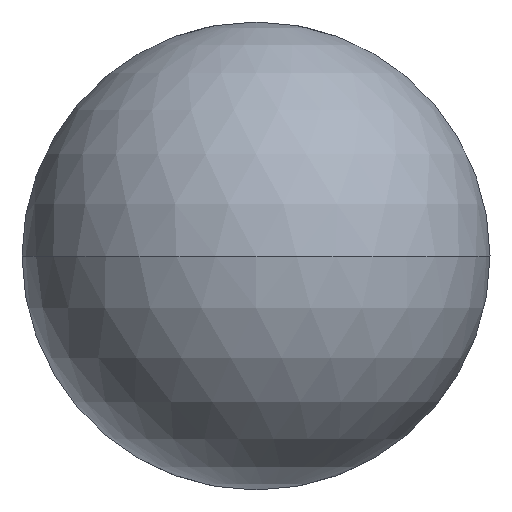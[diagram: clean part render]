
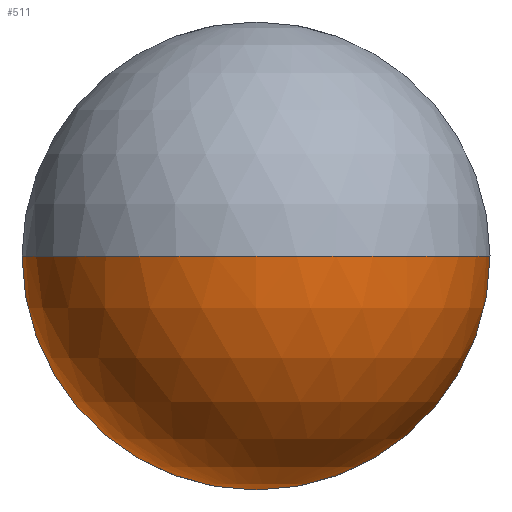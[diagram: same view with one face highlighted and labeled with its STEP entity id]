
A CAD part, front view. The second image highlights one B-rep face of the part: STEP entity #511.
In plain terms, the highlighted spherical face has radius 4.763 mm.
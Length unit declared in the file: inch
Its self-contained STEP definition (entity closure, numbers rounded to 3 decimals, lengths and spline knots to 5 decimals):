
#3 = VERTEX_POINT ( 'NONE', #132 ) ;
#36 = DIRECTION ( 'NONE',  ( 0., 0., -1. ) ) ;
#37 = EDGE_CURVE ( 'NONE', #324, #243, #40, .T. ) ;
#40 = CIRCLE ( 'NONE', #166, 0.1875 ) ;
#43 = EDGE_CURVE ( 'NONE', #3, #489, #462, .T. ) ;
#93 = DIRECTION ( 'NONE',  ( -1., 0., 0. ) ) ;
#97 = CARTESIAN_POINT ( 'NONE',  ( 0.1875, 0.1875, 0. ) ) ;
#126 = EDGE_CURVE ( 'NONE', #489, #324, #207, .T. ) ;
#132 = CARTESIAN_POINT ( 'NONE',  ( -0.1875, 0.1875, 0. ) ) ;
#140 = AXIS2_PLACEMENT_3D ( 'NONE', #333, #36, #160 ) ;
#152 = FACE_OUTER_BOUND ( 'NONE', #412, .T. ) ;
#160 = DIRECTION ( 'NONE',  ( -1., 0., 0. ) ) ;
#166 = AXIS2_PLACEMENT_3D ( 'NONE', #215, #386, #93 ) ;
#193 = AXIS2_PLACEMENT_3D ( 'NONE', #361, #228, #517 ) ;
#195 = CARTESIAN_POINT ( 'NONE',  ( 0., 0.1875, -0.1875 ) ) ;
#207 = CIRCLE ( 'NONE', #193, 0.1875 ) ;
#214 = CARTESIAN_POINT ( 'NONE',  ( 0., 0., 0. ) ) ;
#215 = CARTESIAN_POINT ( 'NONE',  ( 0., 0.1875, 0. ) ) ;
#228 = DIRECTION ( 'NONE',  ( 0., -1., 0. ) ) ;
#243 = VERTEX_POINT ( 'NONE', #214 ) ;
#251 = EDGE_CURVE ( 'NONE', #3, #243, #335, .T. ) ;
#257 = AXIS2_PLACEMENT_3D ( 'NONE', #379, #455, #498 ) ;
#263 = ORIENTED_EDGE ( 'NONE', *, *, #43, .T. ) ;
#286 = SPHERICAL_SURFACE ( 'NONE', #140, 0.1875 ) ;
#288 = ORIENTED_EDGE ( 'NONE', *, *, #251, .F. ) ;
#324 = VERTEX_POINT ( 'NONE', #97 ) ;
#333 = CARTESIAN_POINT ( 'NONE',  ( 0., 0.1875, 0. ) ) ;
#335 = CIRCLE ( 'NONE', #257, 0.1875 ) ;
#361 = CARTESIAN_POINT ( 'NONE',  ( 0., 0.1875, 0. ) ) ;
#379 = CARTESIAN_POINT ( 'NONE',  ( 0., 0.1875, 0. ) ) ;
#381 = DIRECTION ( 'NONE',  ( 0., -1., 0. ) ) ;
#386 = DIRECTION ( 'NONE',  ( 0., 0., -1. ) ) ;
#388 = CARTESIAN_POINT ( 'NONE',  ( 0., 0.1875, 0. ) ) ;
#412 = EDGE_LOOP ( 'NONE', ( #263, #485, #418, #288 ) ) ;
#418 = ORIENTED_EDGE ( 'NONE', *, *, #37, .T. ) ;
#455 = DIRECTION ( 'NONE',  ( 0., 0., 1. ) ) ;
#462 = CIRCLE ( 'NONE', #482, 0.1875 ) ;
#482 = AXIS2_PLACEMENT_3D ( 'NONE', #388, #381, #507 ) ;
#485 = ORIENTED_EDGE ( 'NONE', *, *, #126, .T. ) ;
#489 = VERTEX_POINT ( 'NONE', #195 ) ;
#498 = DIRECTION ( 'NONE',  ( 1., 0., 0. ) ) ;
#507 = DIRECTION ( 'NONE',  ( 0., 0., -1. ) ) ;
#511 = ADVANCED_FACE ( 'NONE', ( #152 ), #286, .T. ) ;
#517 = DIRECTION ( 'NONE',  ( 0., 0., -1. ) ) ;
